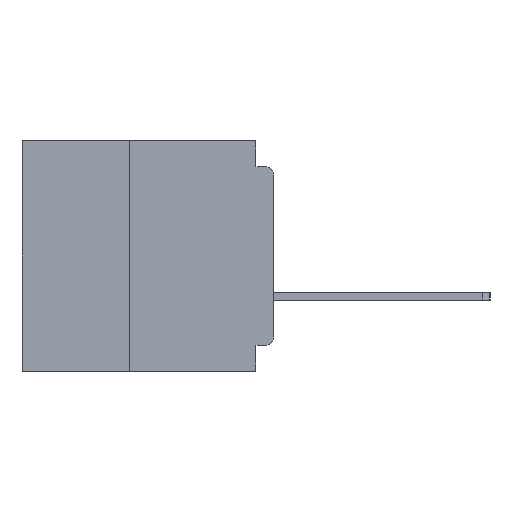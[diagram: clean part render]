
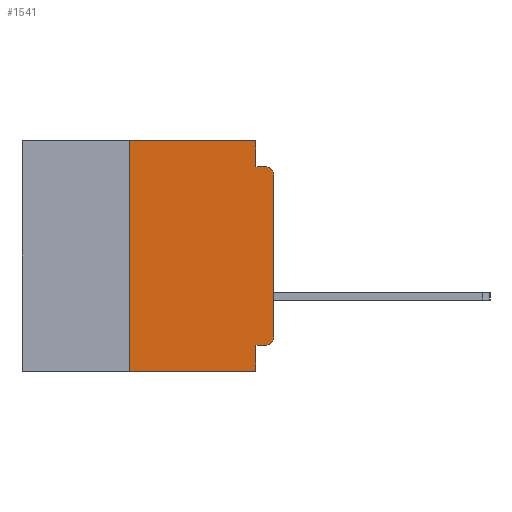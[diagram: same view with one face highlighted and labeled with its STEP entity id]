
A CAD part, left-side view. The second image highlights one B-rep face of the part: STEP entity #1541.
In plain terms, the highlighted planar face has unit normal (-1, 0, 0).
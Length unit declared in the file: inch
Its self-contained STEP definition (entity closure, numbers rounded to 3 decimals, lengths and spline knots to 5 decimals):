
#97 = EDGE_CURVE ( 'NONE', #19294, #28949, #25262, .T. ) ;
#450 = VERTEX_POINT ( 'NONE', #18352 ) ;
#468 = VECTOR ( 'NONE', #35907, 39.37008 ) ;
#1143 = CARTESIAN_POINT ( 'NONE',  ( 0., 0.437, -0.4 ) ) ;
#1541 = ADVANCED_FACE ( 'NONE', ( #8882 ), #10015, .F. ) ;
#3266 = VERTEX_POINT ( 'NONE', #11255 ) ;
#3506 = CARTESIAN_POINT ( 'NONE',  ( 0., 0., 0. ) ) ;
#3612 = VECTOR ( 'NONE', #12146, 39.37008 ) ;
#3896 = VECTOR ( 'NONE', #17899, 39.37008 ) ;
#3963 = ORIENTED_EDGE ( 'NONE', *, *, #39164, .F. ) ;
#4835 = DIRECTION ( 'NONE',  ( 0., -1., 0. ) ) ;
#5200 = VECTOR ( 'NONE', #4835, 39.37008 ) ;
#5943 = CARTESIAN_POINT ( 'NONE',  ( 0., 0.031, -0.045 ) ) ;
#6185 = LINE ( 'NONE', #21465, #3896 ) ;
#6463 = ORIENTED_EDGE ( 'NONE', *, *, #24839, .F. ) ;
#7128 = LINE ( 'NONE', #43542, #25060 ) ;
#8659 = EDGE_CURVE ( 'NONE', #3266, #43854, #21785, .T. ) ;
#8882 = FACE_OUTER_BOUND ( 'NONE', #16327, .T. ) ;
#9134 = VERTEX_POINT ( 'NONE', #29154 ) ;
#9909 = DIRECTION ( 'NONE',  ( 0., 0., -1. ) ) ;
#10015 = PLANE ( 'NONE',  #45883 ) ;
#10228 = LINE ( 'NONE', #25335, #468 ) ;
#10800 = DIRECTION ( 'NONE',  ( 1., 0., 0. ) ) ;
#10847 = CARTESIAN_POINT ( 'NONE',  ( 0., 0.437, 0. ) ) ;
#10848 = EDGE_CURVE ( 'NONE', #23766, #32925, #12126, .T. ) ;
#11255 = CARTESIAN_POINT ( 'NONE',  ( 0., 0.25, 0. ) ) ;
#11648 = DIRECTION ( 'NONE',  ( -1., 0., 0. ) ) ;
#11671 = ORIENTED_EDGE ( 'NONE', *, *, #97, .T. ) ;
#12126 = LINE ( 'NONE', #33464, #3612 ) ;
#12146 = DIRECTION ( 'NONE',  ( 0., 1., 0. ) ) ;
#12508 = CARTESIAN_POINT ( 'NONE',  ( 0., 0.015, -0.355 ) ) ;
#13128 = CARTESIAN_POINT ( 'NONE',  ( 0., 0., -0.045 ) ) ;
#14079 = CARTESIAN_POINT ( 'NONE',  ( 0., 0.031, -0.355 ) ) ;
#14763 = CARTESIAN_POINT ( 'NONE',  ( 0., 0.015, -0.34 ) ) ;
#16307 = VECTOR ( 'NONE', #41650, 39.37008 ) ;
#16327 = EDGE_LOOP ( 'NONE', ( #11671, #35157, #37554, #3963, #30139, #41855, #43735, #6463, #38475, #17384 ) ) ;
#17384 = ORIENTED_EDGE ( 'NONE', *, *, #37992, .T. ) ;
#17899 = DIRECTION ( 'NONE',  ( 0., 0., 1. ) ) ;
#18091 = VERTEX_POINT ( 'NONE', #39363 ) ;
#18293 = CARTESIAN_POINT ( 'NONE',  ( 0., 0., -0.34 ) ) ;
#18352 = CARTESIAN_POINT ( 'NONE',  ( 0., 0.015, -0.045 ) ) ;
#18394 = DIRECTION ( 'NONE',  ( 0., 0., -1. ) ) ;
#19294 = VERTEX_POINT ( 'NONE', #18293 ) ;
#19786 = CARTESIAN_POINT ( 'NONE',  ( 0., 0., -0.06 ) ) ;
#21465 = CARTESIAN_POINT ( 'NONE',  ( 0., 0.25, -0.4 ) ) ;
#21785 = LINE ( 'NONE', #26571, #29047 ) ;
#23766 = VERTEX_POINT ( 'NONE', #12508 ) ;
#24022 = CIRCLE ( 'NONE', #35288, 0.015 ) ;
#24138 = VECTOR ( 'NONE', #25020, 39.37008 ) ;
#24839 = EDGE_CURVE ( 'NONE', #32925, #18091, #7128, .T. ) ;
#25020 = DIRECTION ( 'NONE',  ( 0., 0., 1. ) ) ;
#25060 = VECTOR ( 'NONE', #25845, 39.37008 ) ;
#25262 = LINE ( 'NONE', #3506, #24138 ) ;
#25335 = CARTESIAN_POINT ( 'NONE',  ( 0., 0.031, 0. ) ) ;
#25845 = DIRECTION ( 'NONE',  ( 0., 0., -1. ) ) ;
#26571 = CARTESIAN_POINT ( 'NONE',  ( 0., 0.437, 0. ) ) ;
#27410 = AXIS2_PLACEMENT_3D ( 'NONE', #32955, #11648, #36563 ) ;
#28949 = VERTEX_POINT ( 'NONE', #19786 ) ;
#29047 = VECTOR ( 'NONE', #33667, 39.37008 ) ;
#29154 = CARTESIAN_POINT ( 'NONE',  ( 0., 0.25, -0.4 ) ) ;
#29930 = EDGE_CURVE ( 'NONE', #31109, #450, #36416, .T. ) ;
#30139 = ORIENTED_EDGE ( 'NONE', *, *, #8659, .F. ) ;
#31109 = VERTEX_POINT ( 'NONE', #5943 ) ;
#31143 = CARTESIAN_POINT ( 'NONE',  ( 0., 0.031, 0. ) ) ;
#32925 = VERTEX_POINT ( 'NONE', #14079 ) ;
#32955 = CARTESIAN_POINT ( 'NONE',  ( 0., 0.015, -0.06 ) ) ;
#33464 = CARTESIAN_POINT ( 'NONE',  ( 0., 0., -0.355 ) ) ;
#33667 = DIRECTION ( 'NONE',  ( 0., -1., 0. ) ) ;
#33741 = LINE ( 'NONE', #1143, #5200 ) ;
#34345 = EDGE_CURVE ( 'NONE', #9134, #18091, #33741, .T. ) ;
#35157 = ORIENTED_EDGE ( 'NONE', *, *, #42715, .T. ) ;
#35288 = AXIS2_PLACEMENT_3D ( 'NONE', #14763, #39729, #18394 ) ;
#35907 = DIRECTION ( 'NONE',  ( 0., 0., -1. ) ) ;
#36416 = LINE ( 'NONE', #13128, #16307 ) ;
#36563 = DIRECTION ( 'NONE',  ( 0., 0., -1. ) ) ;
#36750 = EDGE_CURVE ( 'NONE', #9134, #3266, #6185, .T. ) ;
#37554 = ORIENTED_EDGE ( 'NONE', *, *, #29930, .F. ) ;
#37992 = EDGE_CURVE ( 'NONE', #23766, #19294, #24022, .T. ) ;
#38475 = ORIENTED_EDGE ( 'NONE', *, *, #10848, .F. ) ;
#39164 = EDGE_CURVE ( 'NONE', #43854, #31109, #10228, .T. ) ;
#39363 = CARTESIAN_POINT ( 'NONE',  ( 0., 0.031, -0.4 ) ) ;
#39729 = DIRECTION ( 'NONE',  ( -1., 0., 0. ) ) ;
#41650 = DIRECTION ( 'NONE',  ( 0., -1., 0. ) ) ;
#41685 = CIRCLE ( 'NONE', #27410, 0.015 ) ;
#41855 = ORIENTED_EDGE ( 'NONE', *, *, #36750, .F. ) ;
#42715 = EDGE_CURVE ( 'NONE', #28949, #450, #41685, .T. ) ;
#43542 = CARTESIAN_POINT ( 'NONE',  ( 0., 0.031, -0.4 ) ) ;
#43735 = ORIENTED_EDGE ( 'NONE', *, *, #34345, .T. ) ;
#43854 = VERTEX_POINT ( 'NONE', #31143 ) ;
#45883 = AXIS2_PLACEMENT_3D ( 'NONE', #10847, #10800, #9909 ) ;
